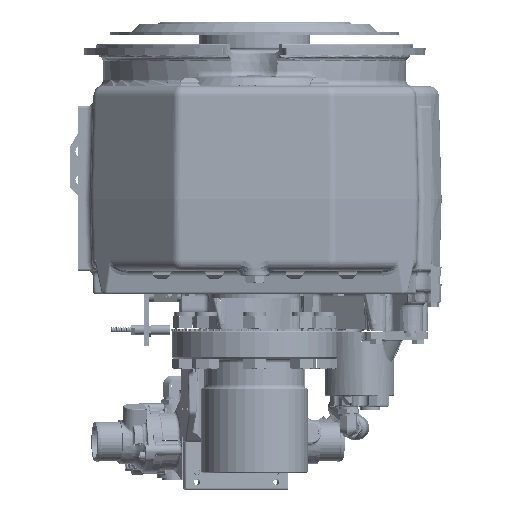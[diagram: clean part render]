
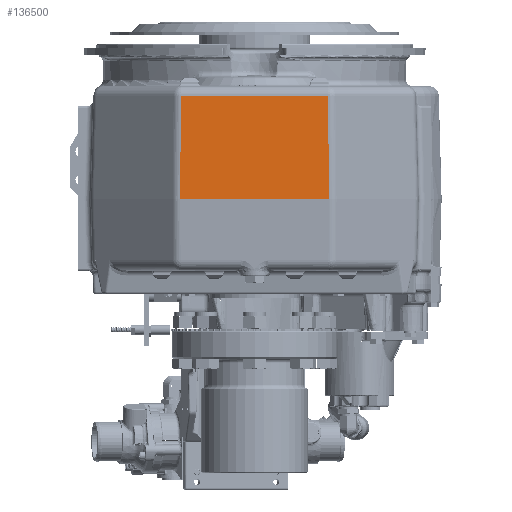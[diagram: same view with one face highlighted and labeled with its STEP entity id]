
A CAD part, front view. The second image highlights one B-rep face of the part: STEP entity #136500.
In plain terms, the highlighted planar face has unit normal (0, -1, 0.026).
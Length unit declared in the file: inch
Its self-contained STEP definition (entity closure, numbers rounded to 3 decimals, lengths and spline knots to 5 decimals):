
#6257 = CARTESIAN_POINT ( 'NONE',  ( 4.74066, -20.87659, -9.57854 ) ) ;
#6299 = CARTESIAN_POINT ( 'NONE',  ( -4.74066, -20.87659, -9.57854 ) ) ;
#6359 = CARTESIAN_POINT ( 'NONE',  ( 4.67001, -20.70603, -3.06496 ) ) ;
#6363 = CARTESIAN_POINT ( 'NONE',  ( -4.67001, -20.70603, -3.06496 ) ) ;
#136500 = ADVANCED_FACE ( 'NONE', ( #291003 ), #304279, .T. ) ;
#291003 = FACE_OUTER_BOUND ( 'NONE', #732505, .T. ) ;
#293753 = AXIS2_PLACEMENT_3D ( 'NONE', #304275, #304338, #304343 ) ;
#304275 = CARTESIAN_POINT ( 'NONE',  ( 0., -20.87659, -9.57854 ) ) ;
#304279 = PLANE ( 'NONE',  #293753 ) ;
#304338 = DIRECTION ( 'NONE',  ( 0., -1., 0.026 ) ) ;
#304343 = DIRECTION ( 'NONE',  ( 0., -0.026, -1. ) ) ;
#313291 = EDGE_CURVE ( 'NONE', #448949, #448945, #396493, .T. ) ;
#313450 = EDGE_CURVE ( 'NONE', #449042, #449026, #396796, .T. ) ;
#313455 = EDGE_CURVE ( 'NONE', #449026, #448945, #396778, .T. ) ;
#313497 = EDGE_CURVE ( 'NONE', #448949, #449042, #396907, .T. ) ;
#396493 = LINE ( 'NONE', #504573, #396500 ) ;
#396500 = VECTOR ( 'NONE', #504576, 39.37008 ) ;
#396778 = LINE ( 'NONE', #504999, #396823 ) ;
#396796 = LINE ( 'NONE', #505017, #396816 ) ;
#396816 = VECTOR ( 'NONE', #505020, 39.37008 ) ;
#396823 = VECTOR ( 'NONE', #505027, 39.37008 ) ;
#396907 = LINE ( 'NONE', #505083, #396911 ) ;
#396911 = VECTOR ( 'NONE', #505086, 39.37008 ) ;
#448945 = VERTEX_POINT ( 'NONE', #6299 ) ;
#448949 = VERTEX_POINT ( 'NONE', #6257 ) ;
#449026 = VERTEX_POINT ( 'NONE', #6363 ) ;
#449042 = VERTEX_POINT ( 'NONE', #6359 ) ;
#482777 = ORIENTED_EDGE ( 'NONE', *, *, #313497, .T. ) ;
#482785 = ORIENTED_EDGE ( 'NONE', *, *, #313450, .T. ) ;
#482791 = ORIENTED_EDGE ( 'NONE', *, *, #313455, .T. ) ;
#482798 = ORIENTED_EDGE ( 'NONE', *, *, #313291, .F. ) ;
#504573 = CARTESIAN_POINT ( 'NONE',  ( 0., -20.87659, -9.57854 ) ) ;
#504576 = DIRECTION ( 'NONE',  ( -1., 0., 0. ) ) ;
#504999 = CARTESIAN_POINT ( 'NONE',  ( -4.74011, -20.87524, -9.52716 ) ) ;
#505017 = CARTESIAN_POINT ( 'NONE',  ( 0., -20.70603, -3.06496 ) ) ;
#505020 = DIRECTION ( 'NONE',  ( -1., 0., 0. ) ) ;
#505027 = DIRECTION ( 'NONE',  ( -0.011, -0.026, -1. ) ) ;
#505083 = CARTESIAN_POINT ( 'NONE',  ( 4.74011, -20.87524, -9.52716 ) ) ;
#505086 = DIRECTION ( 'NONE',  ( -0.011, 0.026, 1. ) ) ;
#732505 = EDGE_LOOP ( 'NONE', ( #482777, #482785, #482791, #482798 ) ) ;
